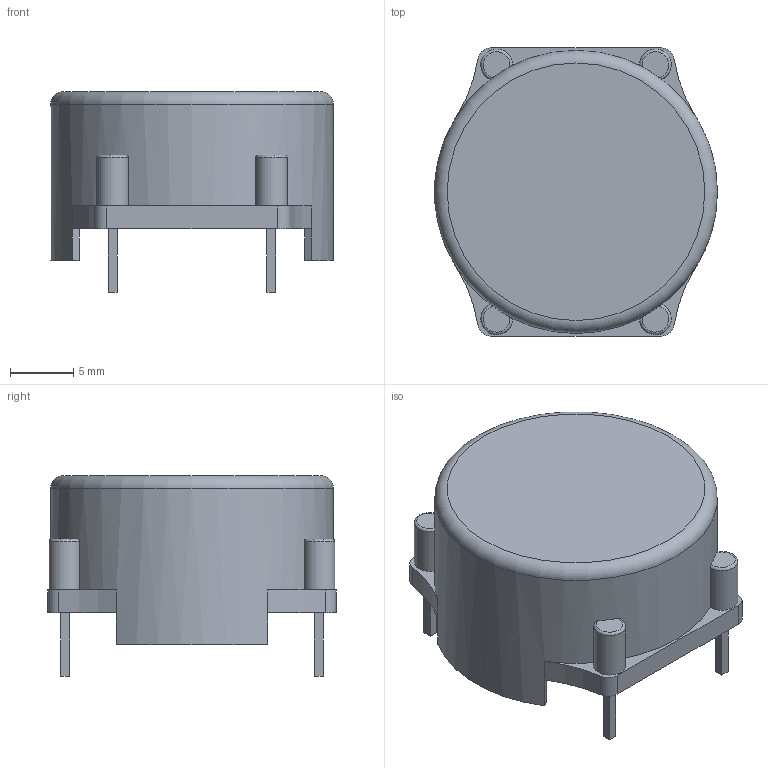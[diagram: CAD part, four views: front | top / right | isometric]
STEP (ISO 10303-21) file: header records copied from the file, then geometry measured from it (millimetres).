
FILE_DESCRIPTION(('FreeCAD Model'),'2;1');
FILE_NAME('Choke_EPCOS_B82722A.step','2018-10-01T06:18:37',( 'kicad StepUp'),('ksu MCAD'),'Open CASCADE STEP processor 7.1', 'FreeCAD','Unknown');
FILE_SCHEMA(('AUTOMOTIVE_DESIGN { 1 0 10303 214 1 1 1 1 }'));
Length unit declared in the file: millimetre
Products named in the file (1): Choke_EPCOS_B82722A
Bounding box: 22.3 x 22.7 x 15.8 mm (x, y, z)
Volume: 1791.1 mm3; surface area: 2330.3 mm2
Topology: 1 solids, 1 shells, 57 faces, 148 edges, 97 vertices
Faces by surface type: plane 38, cylinder 14, torus 5
Full cylindrical faces by diameter (mm): 21 x1, 22.3 x1
Entity records: 1320 total; most frequent: CARTESIAN_POINT 279, ORIENTED_EDGE 239, EDGE_CURVE 148, VERTEX_POINT 97, LINE 88, AXIS2_PLACEMENT_3D 78, FACE_BOUND 61, EDGE_LOOP 61
